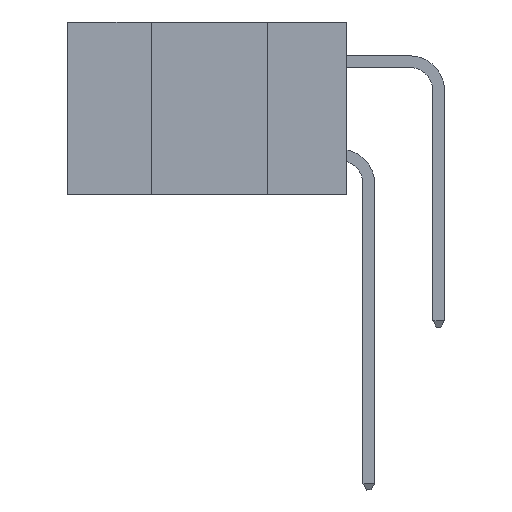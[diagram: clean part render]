
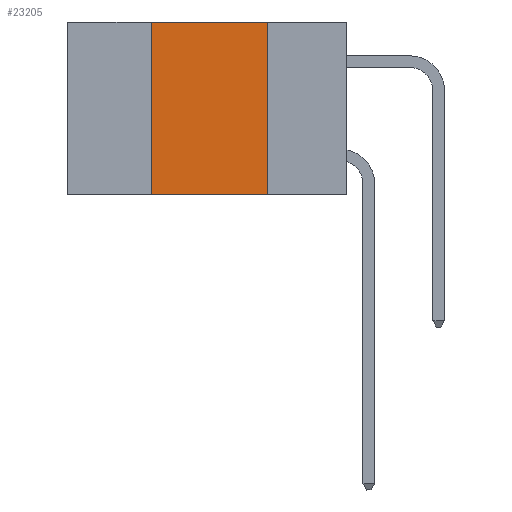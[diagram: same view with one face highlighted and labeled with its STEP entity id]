
A CAD part, left-side view. The second image highlights one B-rep face of the part: STEP entity #23205.
In plain terms, the highlighted planar face has unit normal (-1, 0, 0).
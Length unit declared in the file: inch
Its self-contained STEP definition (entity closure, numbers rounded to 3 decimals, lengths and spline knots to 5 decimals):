
#754 = VECTOR ( 'NONE', #13906, 39.37008 ) ;
#3503 = DIRECTION ( 'NONE',  ( 0., 0., -1. ) ) ;
#4014 = DIRECTION ( 'NONE',  ( 0., -1., 0. ) ) ;
#4196 = DIRECTION ( 'NONE',  ( 0., -1., 0. ) ) ;
#7368 = VERTEX_POINT ( 'NONE', #30436 ) ;
#7806 = ORIENTED_EDGE ( 'NONE', *, *, #30313, .F. ) ;
#8682 = EDGE_CURVE ( 'NONE', #7368, #16443, #31983, .T. ) ;
#10301 = VECTOR ( 'NONE', #23850, 39.37008 ) ;
#12450 = EDGE_LOOP ( 'NONE', ( #34684, #7806, #33602, #20035 ) ) ;
#13827 = LINE ( 'NONE', #34748, #10301 ) ;
#13906 = DIRECTION ( 'NONE',  ( 0., 0., 1. ) ) ;
#15421 = EDGE_CURVE ( 'NONE', #19794, #16443, #13827, .T. ) ;
#15483 = AXIS2_PLACEMENT_3D ( 'NONE', #28831, #26078, #3503 ) ;
#15542 = CARTESIAN_POINT ( 'NONE',  ( 0., 0.42, 0. ) ) ;
#16443 = VERTEX_POINT ( 'NONE', #22181 ) ;
#16729 = LINE ( 'NONE', #19981, #754 ) ;
#17369 = PLANE ( 'NONE',  #15483 ) ;
#19094 = VECTOR ( 'NONE', #4014, 39.37008 ) ;
#19794 = VERTEX_POINT ( 'NONE', #22707 ) ;
#19981 = CARTESIAN_POINT ( 'NONE',  ( 0., 0.42, 0. ) ) ;
#20035 = ORIENTED_EDGE ( 'NONE', *, *, #8682, .T. ) ;
#20632 = CARTESIAN_POINT ( 'NONE',  ( 0., 0.6, -0.37 ) ) ;
#22181 = CARTESIAN_POINT ( 'NONE',  ( 0., 0.17, -0.37 ) ) ;
#22707 = CARTESIAN_POINT ( 'NONE',  ( 0., 0.17, 0. ) ) ;
#23205 = ADVANCED_FACE ( 'NONE', ( #28939 ), #17369, .F. ) ;
#23850 = DIRECTION ( 'NONE',  ( 0., 0., -1. ) ) ;
#24679 = VECTOR ( 'NONE', #4196, 39.37008 ) ;
#26078 = DIRECTION ( 'NONE',  ( 1., 0., 0. ) ) ;
#28831 = CARTESIAN_POINT ( 'NONE',  ( 0., 0.6, 0. ) ) ;
#28939 = FACE_OUTER_BOUND ( 'NONE', #12450, .T. ) ;
#29448 = EDGE_CURVE ( 'NONE', #7368, #32430, #16729, .T. ) ;
#30313 = EDGE_CURVE ( 'NONE', #32430, #19794, #33983, .T. ) ;
#30436 = CARTESIAN_POINT ( 'NONE',  ( 0., 0.42, -0.37 ) ) ;
#31983 = LINE ( 'NONE', #20632, #19094 ) ;
#32430 = VERTEX_POINT ( 'NONE', #15542 ) ;
#33602 = ORIENTED_EDGE ( 'NONE', *, *, #29448, .F. ) ;
#33983 = LINE ( 'NONE', #35280, #24679 ) ;
#34684 = ORIENTED_EDGE ( 'NONE', *, *, #15421, .F. ) ;
#34748 = CARTESIAN_POINT ( 'NONE',  ( 0., 0.17, 0. ) ) ;
#35280 = CARTESIAN_POINT ( 'NONE',  ( 0., 0.6, 0. ) ) ;
